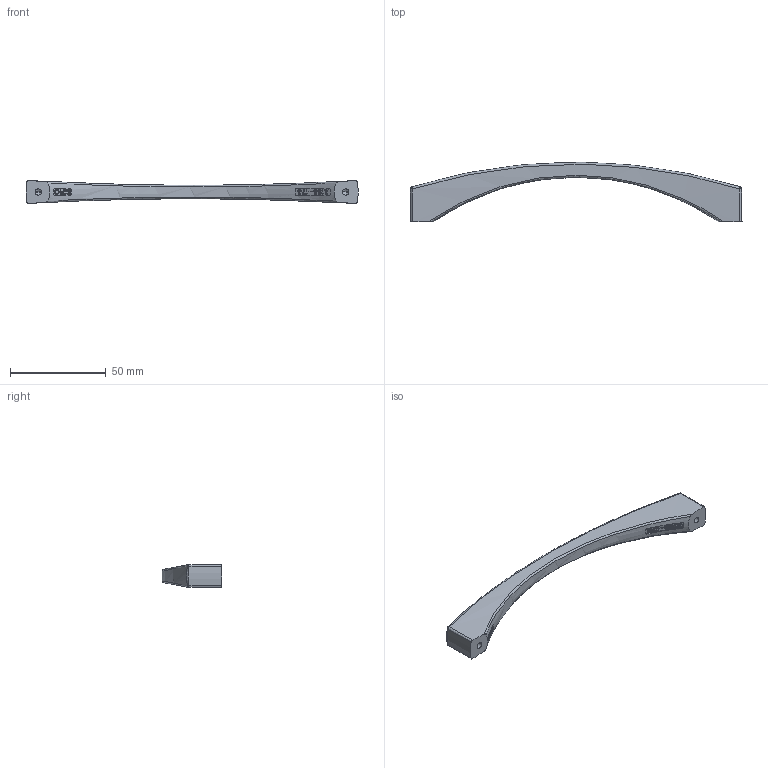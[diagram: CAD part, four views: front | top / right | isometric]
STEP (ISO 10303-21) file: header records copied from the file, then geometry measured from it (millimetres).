
FILE_DESCRIPTION(('Creo Elements/Direct Modeling STEP Export'),'2;1');
FILE_NAME('2198-173.stp','2022-05-31T11:25:34',(''),(''),'Creo Elements/Direct Modeling STEP processor for AP214 (Solid Model)','Creo Elements/Direct Modeling 20.0 12-Nov-2016 (C) Parametric Technology GmbH','');
FILE_SCHEMA(('AUTOMOTIVE_DESIGN { 1 0 10303 214 1 1 1 1 }'));
Length unit declared in the file: millimetre
Products named in the file (1): 2198_173
Bounding box: 172.92 x 30.95 x 11.9 mm (x, y, z)
Volume: 20425.6 mm3; surface area: 7999.7 mm2
Topology: 1 solids, 1 shells, 576 faces, 1644 edges, 1089 vertices
Faces by surface type: plane 509, cylinder 27, bspline 22, torus 14, cone 4
Entity records: 26245 total; most frequent: CARTESIAN_POINT 11420, ORIENTED_EDGE 3280, DIRECTION 2712, EDGE_CURVE 1640, VERTEX_POINT 1089, AXIS2_PLACEMENT_3D 1065, EDGE_LOOP 599, VECTOR 582
